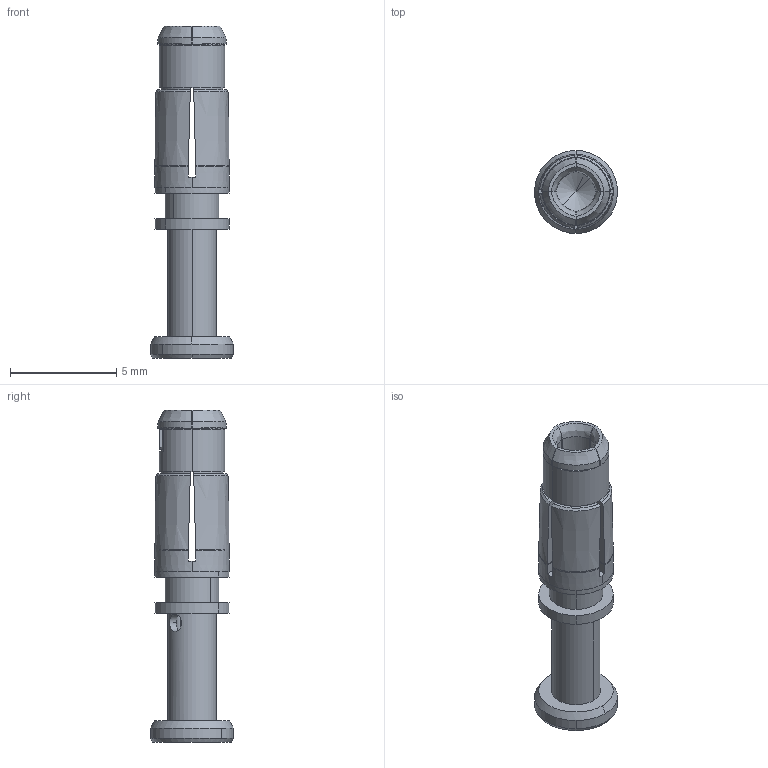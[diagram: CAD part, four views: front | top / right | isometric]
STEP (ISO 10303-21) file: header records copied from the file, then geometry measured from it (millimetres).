
FILE_DESCRIPTION((''),'2;1');
FILE_NAME('ST-20KS010_','2013-11-21T',('mbaumeister'),(''),'PRO/ENGINEER BY PARAMETRIC TECHNOLOGY CORPORATION, 2012480','PRO/ENGINEER BY PARAMETRIC TECHNOLOGY CORPORATION, 2012480','');
FILE_SCHEMA(('AUTOMOTIVE_DESIGN { 1 0 10303 214 1 1 1 1 }'));
Length unit declared in the file: millimetre
Products named in the file (1): ST-20KS010_
Bounding box: 3.89 x 3.9 x 15.6 mm (x, y, z)
Volume: 69.1 mm3; surface area: 290.7 mm2
Topology: 1 solids, 1 shells, 136 faces, 385 edges, 234 vertices
Faces by surface type: bspline 48, plane 47, cylinder 21, cone 18, torus 2
Entity records: 6265 total; most frequent: CARTESIAN_POINT 3104, ORIENTED_EDGE 762, DIRECTION 467, EDGE_CURVE 381, VERTEX_POINT 234, B_SPLINE_CURVE_WITH_KNOTS 162, AXIS2_PLACEMENT_3D 160, VECTOR 147
